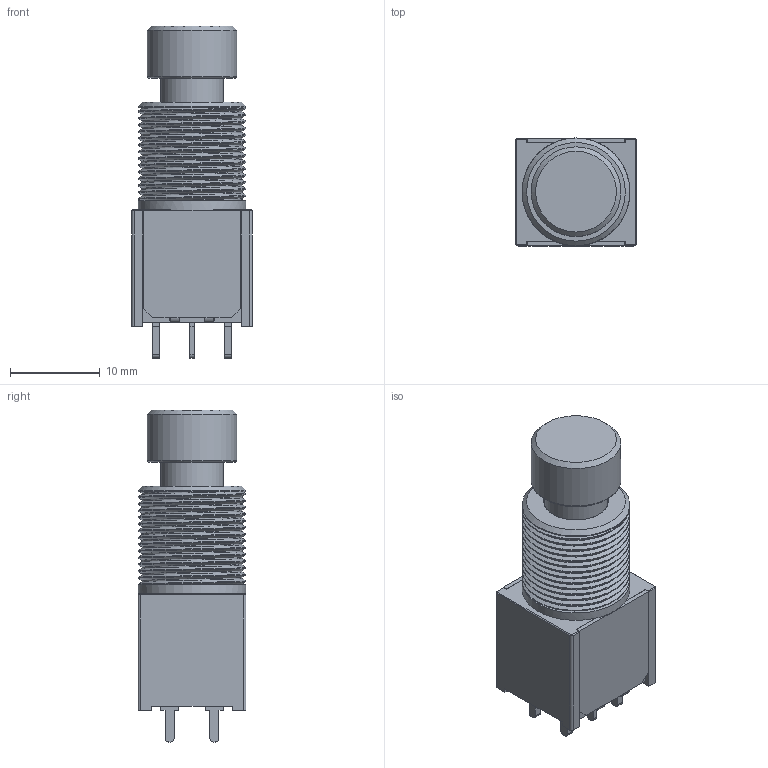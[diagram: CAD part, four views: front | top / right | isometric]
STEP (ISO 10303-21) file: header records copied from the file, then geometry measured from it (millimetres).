
FILE_DESCRIPTION(/* description */ ('Unknown'),/* implementation_level */ '2;1');
FILE_NAME(/* name */ 'SF12011F-0202-20R-M-050',/* time_stamp */ '2024-02-07T15:01:33+02:00',/* author */ ('Unknown'),/* organization */ ('Unknown'),/* preprocessor_version */ 'ST-DEVELOPER v18.102',/* originating_system */ 'Solid Edge',/* authorisation */ 'Unknown');
FILE_SCHEMA (('AUTOMOTIVE_DESIGN {1 0 10303 214 3 1 1}'));
Length unit declared in the file: millimetre
Products named in the file (1): SF12011F-0202-20R-M-050
Bounding box: 13.4 x 12 x 37 mm (x, y, z)
Volume: 3843.1 mm3; surface area: 2136.2 mm2
Topology: 1 solids, 1 shells, 205 faces, 558 edges, 365 vertices
Faces by surface type: plane 132, cylinder 62, torus 7, cone 2, bspline 2
Full cylindrical faces by diameter (mm): 7 x1, 7.1 x2, 10 x1, 12 x15
Entity records: 10321 total; most frequent: CARTESIAN_POINT 4158, ORIENTED_EDGE 1000, DIRECTION 984, EDGE_CURVE 500, LINE 380, VECTOR 380, VERTEX_POINT 332, AXIS2_PLACEMENT_3D 302
